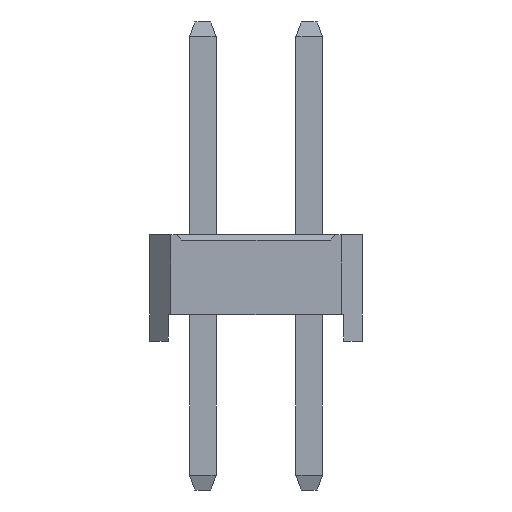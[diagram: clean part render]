
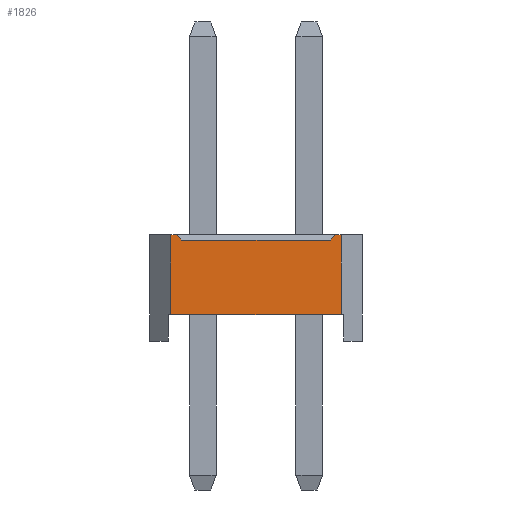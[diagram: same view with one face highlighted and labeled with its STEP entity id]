
A CAD part, left-side view. The second image highlights one B-rep face of the part: STEP entity #1826.
In plain terms, the highlighted planar face has unit normal (-1, 0, 0).
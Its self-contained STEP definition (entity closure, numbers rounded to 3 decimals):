
#1826=ADVANCED_FACE('',(#7464),#7466,.T.);
#7464=FACE_BOUND('',#7465,.T.);
#7465=EDGE_LOOP('',(#11885,#11886,#11887,#11888,#11889,#11890,#11891,#11892));
#7466=PLANE('',#7467);
#7467=AXIS2_PLACEMENT_3D('',#7468,#7469,#7470);
#7468=CARTESIAN_POINT('',(-1.,2.6,0.));
#7469=DIRECTION('',(-1.,0.,0.));
#7470=DIRECTION('',(0.,-1.,0.));
#11885=ORIENTED_EDGE('',*,*,#14618,.F.);
#11886=ORIENTED_EDGE('',*,*,#14619,.T.);
#11887=ORIENTED_EDGE('',*,*,#14620,.F.);
#11888=ORIENTED_EDGE('',*,*,#14026,.F.);
#11889=ORIENTED_EDGE('',*,*,#14621,.F.);
#11890=ORIENTED_EDGE('',*,*,#13804,.T.);
#11891=ORIENTED_EDGE('',*,*,#14617,.T.);
#11892=ORIENTED_EDGE('',*,*,#14030,.F.);
#13804=EDGE_CURVE('',#15370,#15368,#15371,.T.);
#14026=EDGE_CURVE('',#15812,#15814,#15815,.T.);
#14030=EDGE_CURVE('',#15820,#15822,#15823,.T.);
#14617=EDGE_CURVE('',#15368,#15822,#16799,.T.);
#14618=EDGE_CURVE('',#16800,#15820,#16801,.F.);
#14619=EDGE_CURVE('',#16800,#16802,#16803,.T.);
#14620=EDGE_CURVE('',#15814,#16802,#16804,.F.);
#14621=EDGE_CURVE('',#15370,#15812,#16805,.T.);
#15368=VERTEX_POINT('',#17906);
#15370=VERTEX_POINT('',#17910);
#15371=LINE('',#17911,#17912);
#15812=VERTEX_POINT('',#18794);
#15814=VERTEX_POINT('',#18798);
#15815=LINE('',#18799,#18800);
#15820=VERTEX_POINT('',#18810);
#15822=VERTEX_POINT('',#18814);
#15823=LINE('',#18815,#18816);
#16799=LINE('',#20965,#20966);
#16800=VERTEX_POINT('',#20968);
#16801=LINE('',#20969,#20970);
#16802=VERTEX_POINT('',#20972);
#16803=LINE('',#20973,#20974);
#16804=LINE('',#20976,#20977);
#16805=LINE('',#20979,#20980);
#17906=CARTESIAN_POINT('',(-1.,-0.6,0.5));
#17910=CARTESIAN_POINT('',(-1.,2.6,0.5));
#17911=CARTESIAN_POINT('',(-1.,2.6,0.5));
#17912=VECTOR('',#17913,1.);
#17913=DIRECTION('',(0.,-1.,0.));
#18794=CARTESIAN_POINT('',(-1.,2.6,2.));
#18798=CARTESIAN_POINT('',(-1.,2.5,2.));
#18799=CARTESIAN_POINT('',(-1.,2.6,2.));
#18800=VECTOR('',#18801,1.);
#18801=DIRECTION('',(0.,-1.,0.));
#18810=CARTESIAN_POINT('',(-1.,-0.5,2.));
#18814=CARTESIAN_POINT('',(-1.,-0.6,2.));
#18815=CARTESIAN_POINT('',(-1.,-0.5,2.));
#18816=VECTOR('',#18817,1.);
#18817=DIRECTION('',(0.,-1.,0.));
#20965=CARTESIAN_POINT('',(-1.,-0.6,0.5));
#20966=VECTOR('',#20967,1.);
#20967=DIRECTION('',(0.,0.,1.));
#20968=CARTESIAN_POINT('',(-1.,-0.4,1.9));
#20969=CARTESIAN_POINT('',(-1.,-0.5,2.));
#20970=VECTOR('',#20971,1.);
#20971=DIRECTION('',(0.,0.707,-0.707));
#20972=CARTESIAN_POINT('',(-1.,2.4,1.9));
#20973=CARTESIAN_POINT('',(-1.,-0.4,1.9));
#20974=VECTOR('',#20975,1.);
#20975=DIRECTION('',(0.,1.,0.));
#20976=CARTESIAN_POINT('',(-1.,2.4,1.9));
#20977=VECTOR('',#20978,1.);
#20978=DIRECTION('',(0.,0.707,0.707));
#20979=CARTESIAN_POINT('',(-1.,2.6,0.5));
#20980=VECTOR('',#20981,1.);
#20981=DIRECTION('',(0.,0.,1.));
